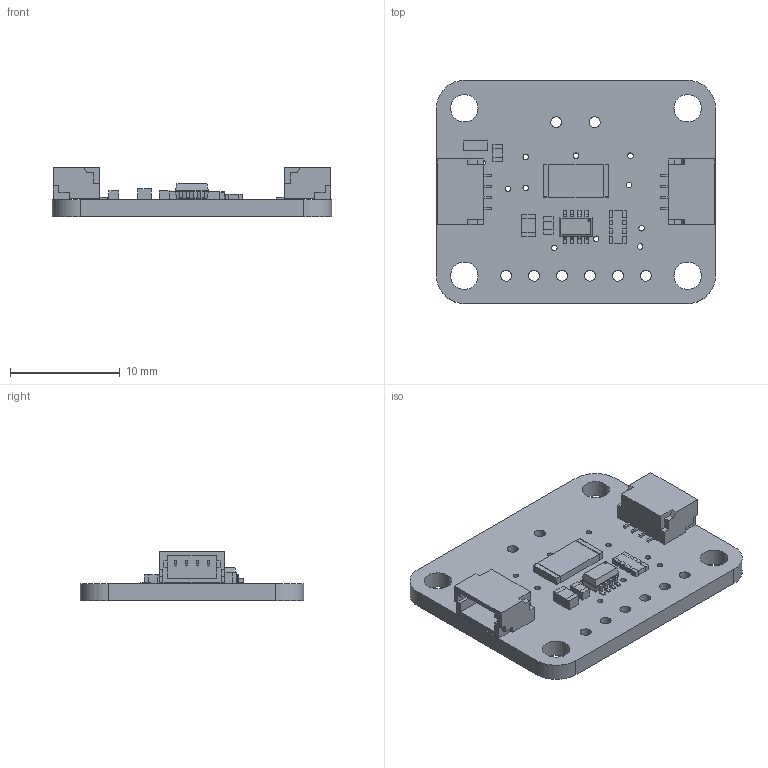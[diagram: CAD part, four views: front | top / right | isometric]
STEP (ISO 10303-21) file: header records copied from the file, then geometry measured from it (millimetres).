
FILE_DESCRIPTION(/* description */ (''),/* implementation_level */ '2;1');
FILE_NAME(/* name */ 'PCB Component.step',/* time_stamp */ '2022-10-17T17:11:18-04:00',/* author */ (''),/* organization */ (''),/* preprocessor_version */ 'ST-DEVELOPER v19',/* originating_system */ 'Autodesk Translation Framework v11.7.0.108',/* authorisation */ '');
FILE_SCHEMA (('AUTOMOTIVE_DESIGN { 1 0 10303 214 3 1 1 }'));
Length unit declared in the file: millimetre
Products named in the file (9): PCB Component; Board; INA219BIDCNT; 10K; 0.1/1% (PT2512FK-070R1L); 10uF; 10K_1; STEMMA_I2C_QT; GREEN
Assembly tree (10 placements, depth 2):
  PCB Component
    Board
    INA219BIDCNT
    10K  x2
    0.1/1% (PT2512FK-070R1L)
    10uF
    10K_1
    STEMMA_I2C_QT  x2
    GREEN
Bounding box: 25.4 x 20.32 x 4.53 mm (x, y, z)
Volume: 870.4 mm3; surface area: 1688.4 mm2
Topology: 20 solids, 20 shells, 513 faces, 1326 edges, 864 vertices
Faces by surface type: plane 407, cylinder 90, sphere 16
Full cylindrical faces by diameter (mm): 0.175 x1, 0.5 x17, 1 x8, 2.5 x4
Entity records: 12879 total; most frequent: CARTESIAN_POINT 2153, ORIENTED_EDGE 2092, DIRECTION 2084, EDGE_CURVE 1046, LINE 866, VECTOR 866, VERTEX_POINT 678, AXIS2_PLACEMENT_3D 609
